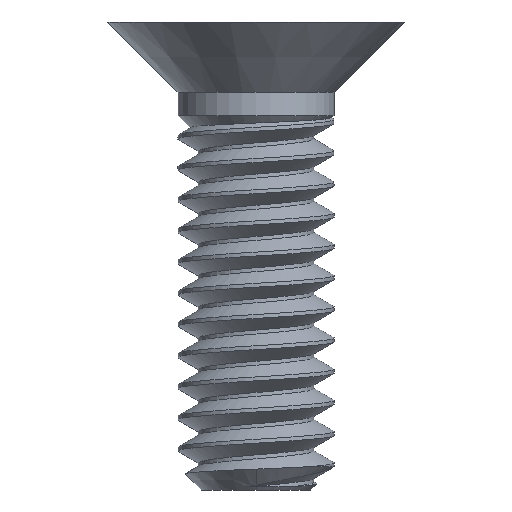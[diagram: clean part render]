
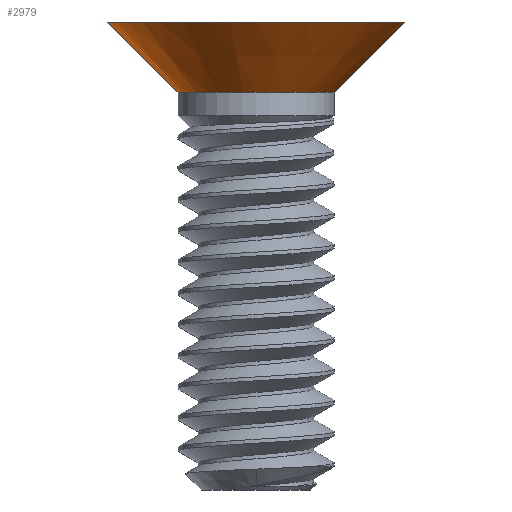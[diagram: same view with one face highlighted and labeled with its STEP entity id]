
A CAD part, front view. The second image highlights one B-rep face of the part: STEP entity #2979.
In plain terms, the highlighted conical face has half-angle 45 degrees and reference radius 1.9 mm.
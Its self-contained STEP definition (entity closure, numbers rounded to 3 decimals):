
#6 = CARTESIAN_POINT ( 'NONE',  ( -1.9, 0., 1.2 ) ) ;
#73 = ORIENTED_EDGE ( 'NONE', *, *, #676, .T. ) ;
#249 = AXIS2_PLACEMENT_3D ( 'NONE', #362, #708, #2960 ) ;
#362 = CARTESIAN_POINT ( 'NONE',  ( 0., 0., 1.2 ) ) ;
#405 = AXIS2_PLACEMENT_3D ( 'NONE', #4164, #1547, #1869 ) ;
#501 = CARTESIAN_POINT ( 'NONE',  ( 0., 0., 1.2 ) ) ;
#515 = FACE_OUTER_BOUND ( 'NONE', #3858, .T. ) ;
#519 = DIRECTION ( 'NONE',  ( 1., 0., 0. ) ) ;
#568 = EDGE_CURVE ( 'NONE', #1999, #2730, #1652, .T. ) ;
#676 = EDGE_CURVE ( 'NONE', #1584, #1999, #1305, .T. ) ;
#708 = DIRECTION ( 'NONE',  ( 0., 0., -1. ) ) ;
#1021 = ORIENTED_EDGE ( 'NONE', *, *, #3649, .F. ) ;
#1187 = CARTESIAN_POINT ( 'NONE',  ( 1.9, 0., 1.2 ) ) ;
#1207 = LINE ( 'NONE', #6, #1964 ) ;
#1305 = LINE ( 'NONE', #1187, #4134 ) ;
#1481 = CARTESIAN_POINT ( 'NONE',  ( 1., 0., 0.3 ) ) ;
#1547 = DIRECTION ( 'NONE',  ( 0., 0., -1. ) ) ;
#1584 = VERTEX_POINT ( 'NONE', #1481 ) ;
#1652 = CIRCLE ( 'NONE', #249, 1.9 ) ;
#1869 = DIRECTION ( 'NONE',  ( 1., 0., 0. ) ) ;
#1929 = DIRECTION ( 'NONE',  ( -0.707, 0., 0.707 ) ) ;
#1964 = VECTOR ( 'NONE', #1929, 1000. ) ;
#1999 = VERTEX_POINT ( 'NONE', #4018 ) ;
#2124 = CIRCLE ( 'NONE', #405, 1. ) ;
#2280 = EDGE_CURVE ( 'NONE', #1584, #2606, #2124, .T. ) ;
#2361 = CARTESIAN_POINT ( 'NONE',  ( -1., 0., 0.3 ) ) ;
#2606 = VERTEX_POINT ( 'NONE', #2361 ) ;
#2679 = CONICAL_SURFACE ( 'NONE', #2952, 1.9, 0.785 ) ;
#2730 = VERTEX_POINT ( 'NONE', #3384 ) ;
#2952 = AXIS2_PLACEMENT_3D ( 'NONE', #501, #3037, #519 ) ;
#2960 = DIRECTION ( 'NONE',  ( -1., 0., 0. ) ) ;
#2979 = ADVANCED_FACE ( 'NONE', ( #515 ), #2679, .T. ) ;
#3037 = DIRECTION ( 'NONE',  ( 0., 0., 1. ) ) ;
#3072 = ORIENTED_EDGE ( 'NONE', *, *, #568, .T. ) ;
#3384 = CARTESIAN_POINT ( 'NONE',  ( -1.9, 0., 1.2 ) ) ;
#3649 = EDGE_CURVE ( 'NONE', #2606, #2730, #1207, .T. ) ;
#3767 = DIRECTION ( 'NONE',  ( 0.707, 0., 0.707 ) ) ;
#3858 = EDGE_LOOP ( 'NONE', ( #1021, #3876, #73, #3072 ) ) ;
#3876 = ORIENTED_EDGE ( 'NONE', *, *, #2280, .F. ) ;
#4018 = CARTESIAN_POINT ( 'NONE',  ( 1.9, 0., 1.2 ) ) ;
#4134 = VECTOR ( 'NONE', #3767, 1000. ) ;
#4164 = CARTESIAN_POINT ( 'NONE',  ( 0., 0., 0.3 ) ) ;
